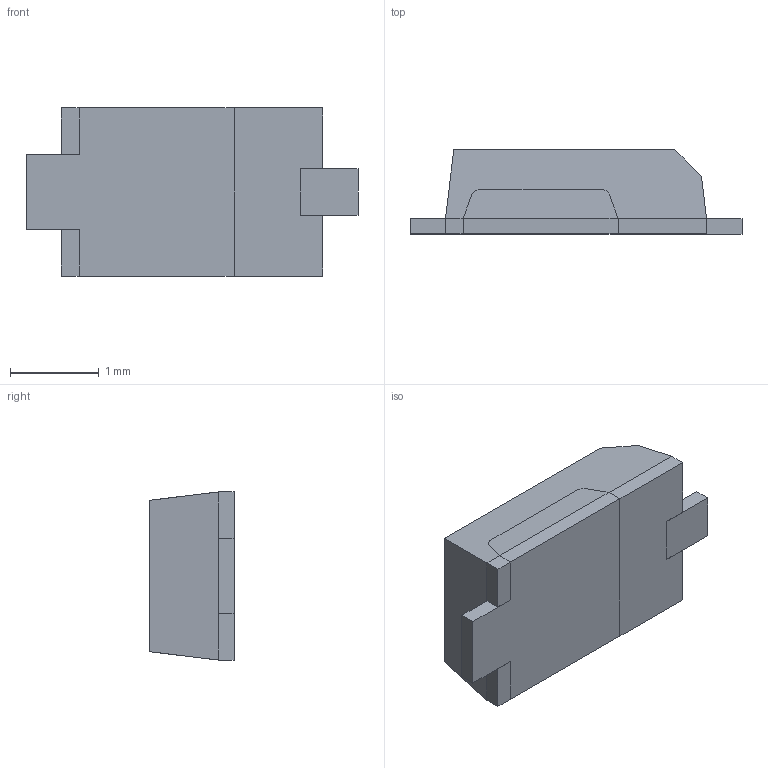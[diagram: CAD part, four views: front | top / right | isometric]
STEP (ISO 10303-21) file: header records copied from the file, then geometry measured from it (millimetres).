
FILE_DESCRIPTION (( 'STEP AP214' ), '1' );
FILE_NAME ('SMM4F5.0A-TR.STEP', '2024-01-21T14:45:01', ( 'LENOVO' ), ( '' ), 'SwSTEP 2.0', 'SolidWorks 2021', '' );
FILE_SCHEMA (( 'AUTOMOTIVE_DESIGN' ));
Length unit declared in the file: millimetre
Products named in the file (1): SMM4F5.0A-TR
Bounding box: 3.75 x 0.95 x 1.9 mm (x, y, z)
Volume: 5 mm3; surface area: 30.4 mm2
Topology: 3 solids, 3 shells, 55 faces, 127 edges, 78 vertices
Faces by surface type: plane 51, cylinder 4
Entity records: 1553 total; most frequent: CARTESIAN_POINT 285, ORIENTED_EDGE 254, DIRECTION 231, EDGE_CURVE 127, VECTOR 119, LINE 119, VERTEX_POINT 78, AXIS2_PLACEMENT_3D 56
